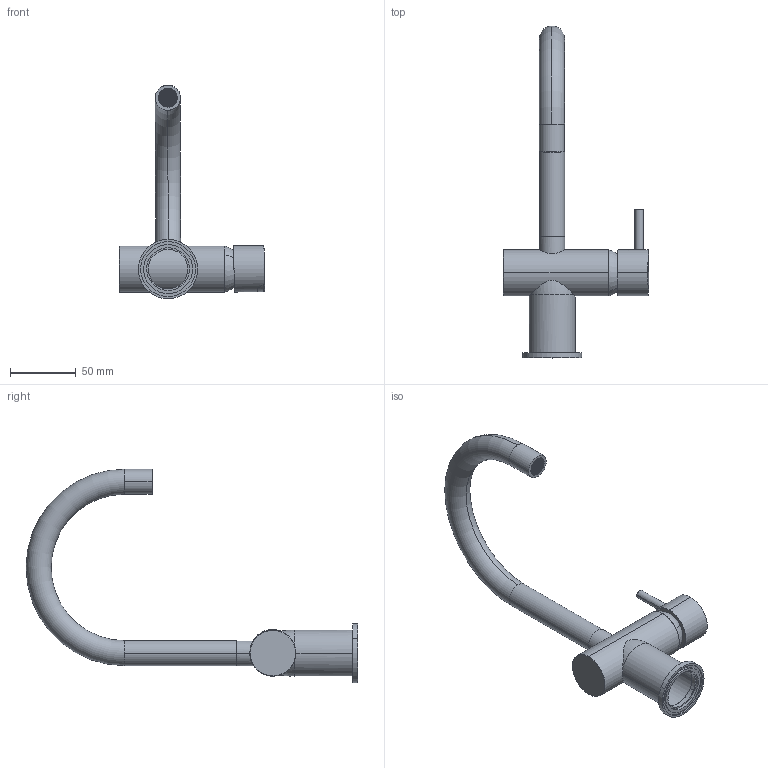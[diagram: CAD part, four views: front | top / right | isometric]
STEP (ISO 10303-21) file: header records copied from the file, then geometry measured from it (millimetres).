
FILE_DESCRIPTION (( 'STEP AP214' ), '1' );
FILE_NAME ('SUSSEX_SCALA_SLSMCSRH_mini_sink_mixer_small_curved_RH_shell.STEP', '2021-05-13T01:18:22', ( '' ), ( '' ), 'SwSTEP 2.0', 'SolidWorks 2020', '' );
FILE_SCHEMA (( 'AUTOMOTIVE_DESIGN' ));
Length unit declared in the file: millimetre
Products named in the file (1): SUSSEX_SCALA_SLSMCSRH_mini_sink_mixer_small_curved_RH_shell
Bounding box: 110.26 x 251.7 x 162.02 mm (x, y, z)
Volume: 144978.4 mm3; surface area: 67104.2 mm2
Topology: 7 solids, 7 shells, 2298 faces, 6007 edges, 4000 vertices
Faces by surface type: plane 2157, cylinder 64, bspline 57, torus 10, cone 8, sphere 2
Entity records: 90938 total; most frequent: CARTESIAN_POINT 13777, ORIENTED_EDGE 12014, DIRECTION 10607, EDGE_CURVE 6007, LINE 5597, VECTOR 5597, VERTEX_POINT 4000, EDGE_LOOP 2585
